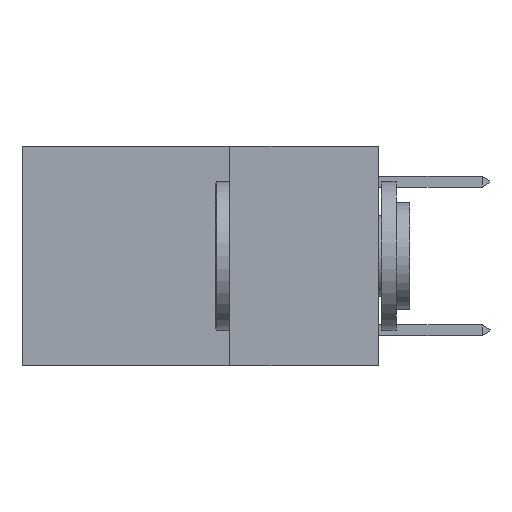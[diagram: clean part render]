
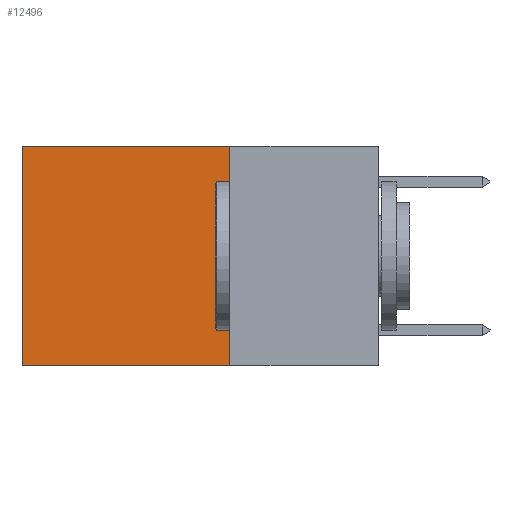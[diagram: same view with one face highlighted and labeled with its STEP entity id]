
A CAD part, left-side view. The second image highlights one B-rep face of the part: STEP entity #12496.
In plain terms, the highlighted planar face has unit normal (-1, 0, 0).
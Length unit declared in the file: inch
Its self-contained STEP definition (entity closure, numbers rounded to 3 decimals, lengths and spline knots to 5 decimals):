
#28 = VECTOR ( 'NONE', #11523, 39.37008 ) ;
#868 = CARTESIAN_POINT ( 'NONE',  ( 0.2625, 0.25, -0.37 ) ) ;
#1607 = EDGE_CURVE ( 'NONE', #16489, #10958, #14917, .T. ) ;
#1647 = CARTESIAN_POINT ( 'NONE',  ( 0.2625, 0.6, -0.37 ) ) ;
#2150 = AXIS2_PLACEMENT_3D ( 'NONE', #16517, #7338, #18037 ) ;
#2822 = CARTESIAN_POINT ( 'NONE',  ( 0.2625, 0.25, -0.37 ) ) ;
#2827 = VERTEX_POINT ( 'NONE', #11385 ) ;
#2983 = EDGE_CURVE ( 'NONE', #16489, #2827, #11281, .T. ) ;
#4482 = ORIENTED_EDGE ( 'NONE', *, *, #6688, .F. ) ;
#4773 = VECTOR ( 'NONE', #16338, 39.37008 ) ;
#5651 = DIRECTION ( 'NONE',  ( 0., 1., 0. ) ) ;
#5736 = PLANE ( 'NONE',  #2150 ) ;
#6653 = ORIENTED_EDGE ( 'NONE', *, *, #8129, .T. ) ;
#6688 = EDGE_CURVE ( 'NONE', #10958, #15798, #17011, .T. ) ;
#7167 = VECTOR ( 'NONE', #5651, 39.37008 ) ;
#7338 = DIRECTION ( 'NONE',  ( 1., 0., 0. ) ) ;
#8129 = EDGE_CURVE ( 'NONE', #2827, #15798, #16477, .T. ) ;
#9704 = ORIENTED_EDGE ( 'NONE', *, *, #2983, .T. ) ;
#10958 = VERTEX_POINT ( 'NONE', #2822 ) ;
#11281 = LINE ( 'NONE', #14833, #7167 ) ;
#11385 = CARTESIAN_POINT ( 'NONE',  ( 0.2625, 0.6, 0. ) ) ;
#11523 = DIRECTION ( 'NONE',  ( 0., 0., -1. ) ) ;
#12496 = ADVANCED_FACE ( 'NONE', ( #13446 ), #5736, .F. ) ;
#13446 = FACE_OUTER_BOUND ( 'NONE', #17878, .T. ) ;
#13451 = ORIENTED_EDGE ( 'NONE', *, *, #1607, .F. ) ;
#13973 = CARTESIAN_POINT ( 'NONE',  ( 0.2625, 0.25, 0. ) ) ;
#14649 = CARTESIAN_POINT ( 'NONE',  ( 0.2625, 0.6, 0. ) ) ;
#14739 = CARTESIAN_POINT ( 'NONE',  ( 0.2625, 0.25, 0. ) ) ;
#14833 = CARTESIAN_POINT ( 'NONE',  ( 0.2625, 0.25, 0. ) ) ;
#14917 = LINE ( 'NONE', #14739, #18466 ) ;
#15798 = VERTEX_POINT ( 'NONE', #1647 ) ;
#16273 = DIRECTION ( 'NONE',  ( 0., 0., -1. ) ) ;
#16338 = DIRECTION ( 'NONE',  ( 0., 1., 0. ) ) ;
#16477 = LINE ( 'NONE', #14649, #28 ) ;
#16489 = VERTEX_POINT ( 'NONE', #13973 ) ;
#16517 = CARTESIAN_POINT ( 'NONE',  ( 0.2625, 0.25, 0. ) ) ;
#17011 = LINE ( 'NONE', #868, #4773 ) ;
#17878 = EDGE_LOOP ( 'NONE', ( #6653, #4482, #13451, #9704 ) ) ;
#18037 = DIRECTION ( 'NONE',  ( 0., 0., -1. ) ) ;
#18466 = VECTOR ( 'NONE', #16273, 39.37008 ) ;
